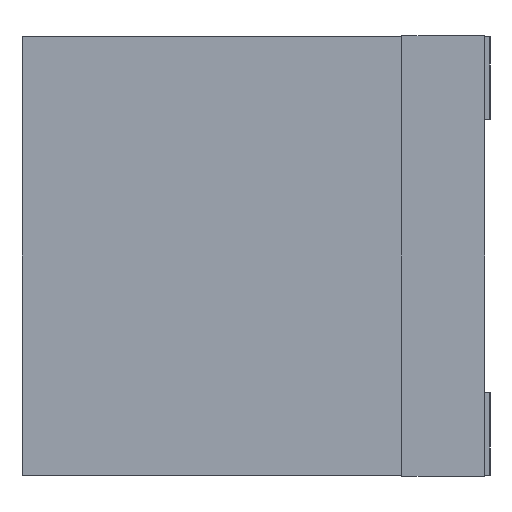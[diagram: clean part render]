
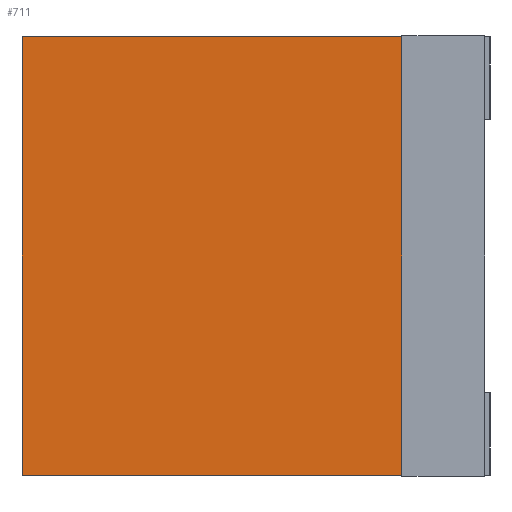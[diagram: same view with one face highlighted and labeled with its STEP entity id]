
A CAD part, left-side view. The second image highlights one B-rep face of the part: STEP entity #711.
In plain terms, the highlighted planar face has unit normal (-1, 0, 0).
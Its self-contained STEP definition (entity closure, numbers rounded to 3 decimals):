
#24 = CARTESIAN_POINT ( 'NONE',  ( -2.895, 4.262, -2.02 ) ) ;
#107 = LINE ( 'NONE', #1087, #1270 ) ;
#158 = FACE_OUTER_BOUND ( 'NONE', #955, .T. ) ;
#292 = VECTOR ( 'NONE', #926, 1000. ) ;
#331 = VECTOR ( 'NONE', #944, 1000. ) ;
#335 = DIRECTION ( 'NONE',  ( 0., 0., -1. ) ) ;
#406 = ORIENTED_EDGE ( 'NONE', *, *, #1034, .F. ) ;
#418 = VERTEX_POINT ( 'NONE', #695 ) ;
#436 = VERTEX_POINT ( 'NONE', #820 ) ;
#437 = EDGE_CURVE ( 'NONE', #436, #618, #595, .T. ) ;
#445 = VECTOR ( 'NONE', #949, 1000. ) ;
#486 = CARTESIAN_POINT ( 'NONE',  ( -2.895, 4.262, 2.02 ) ) ;
#587 = ORIENTED_EDGE ( 'NONE', *, *, #749, .F. ) ;
#595 = LINE ( 'NONE', #24, #292 ) ;
#618 = VERTEX_POINT ( 'NONE', #646 ) ;
#646 = CARTESIAN_POINT ( 'NONE',  ( -2.895, 4.262, -2.02 ) ) ;
#695 = CARTESIAN_POINT ( 'NONE',  ( -2.895, 4.262, 2.02 ) ) ;
#711 = ADVANCED_FACE ( 'NONE', ( #158 ), #794, .F. ) ;
#749 = EDGE_CURVE ( 'NONE', #618, #418, #759, .T. ) ;
#759 = LINE ( 'NONE', #486, #331 ) ;
#790 = LINE ( 'NONE', #1396, #445 ) ;
#794 = PLANE ( 'NONE',  #1149 ) ;
#817 = ORIENTED_EDGE ( 'NONE', *, *, #437, .F. ) ;
#820 = CARTESIAN_POINT ( 'NONE',  ( -2.895, 0.762, -2.02 ) ) ;
#926 = DIRECTION ( 'NONE',  ( 0., 1., 0. ) ) ;
#944 = DIRECTION ( 'NONE',  ( 0., 0., 1. ) ) ;
#949 = DIRECTION ( 'NONE',  ( 0., -1., 0. ) ) ;
#955 = EDGE_LOOP ( 'NONE', ( #1233, #587, #817, #406 ) ) ;
#1034 = EDGE_CURVE ( 'NONE', #1126, #436, #107, .T. ) ;
#1038 = CARTESIAN_POINT ( 'NONE',  ( -2.895, 4.262, -2.02 ) ) ;
#1087 = CARTESIAN_POINT ( 'NONE',  ( -2.895, 0.762, -2.02 ) ) ;
#1126 = VERTEX_POINT ( 'NONE', #1329 ) ;
#1149 = AXIS2_PLACEMENT_3D ( 'NONE', #1038, #1376, #335 ) ;
#1233 = ORIENTED_EDGE ( 'NONE', *, *, #1445, .F. ) ;
#1270 = VECTOR ( 'NONE', #1420, 1000. ) ;
#1329 = CARTESIAN_POINT ( 'NONE',  ( -2.895, 0.762, 2.02 ) ) ;
#1376 = DIRECTION ( 'NONE',  ( 1., 0., 0. ) ) ;
#1396 = CARTESIAN_POINT ( 'NONE',  ( -2.895, 4.262, 2.02 ) ) ;
#1420 = DIRECTION ( 'NONE',  ( 0., 0., -1. ) ) ;
#1445 = EDGE_CURVE ( 'NONE', #418, #1126, #790, .T. ) ;
